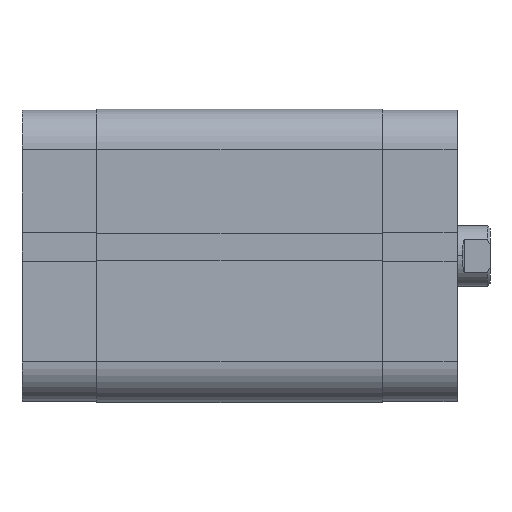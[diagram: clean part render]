
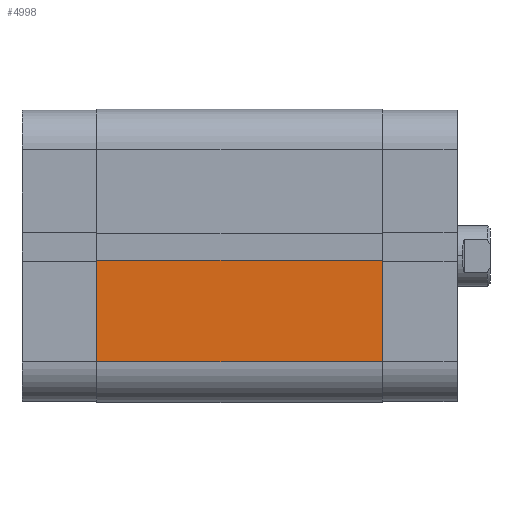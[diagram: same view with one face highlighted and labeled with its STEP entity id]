
A CAD part, top view. The second image highlights one B-rep face of the part: STEP entity #4998.
In plain terms, the highlighted face is planar.
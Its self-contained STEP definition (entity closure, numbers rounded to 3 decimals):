
#46 = EDGE_CURVE ( 'NONE', #5354, #5352, #4018, .T. ) ;
#283 = EDGE_CURVE ( 'NONE', #5355, #5354, #628, .T. ) ;
#503 = EDGE_LOOP ( 'NONE', ( #3088, #3087, #3086, #3085 ) ) ;
#567 = VECTOR ( 'NONE', #6064, 1000. ) ;
#588 = LINE ( 'NONE', #6053, #600 ) ;
#600 = VECTOR ( 'NONE', #6054, 1000. ) ;
#606 = LINE ( 'NONE', #6052, #567 ) ;
#611 = VECTOR ( 'NONE', #6022, 1000. ) ;
#628 = LINE ( 'NONE', #6021, #611 ) ;
#1314 = FACE_OUTER_BOUND ( 'NONE', #503, .T. ) ;
#2319 = CARTESIAN_POINT ( 'NONE',  ( 29., -63.941, 56.5 ) ) ;
#2320 = PLANE ( 'NONE',  #4756 ) ;
#2322 = DIRECTION ( 'NONE',  ( 1., 0., 0. ) ) ;
#2323 = DIRECTION ( 'NONE',  ( 0., 1., 0. ) ) ;
#2935 = EDGE_CURVE ( 'NONE', #5353, #5352, #588, .T. ) ;
#2939 = EDGE_CURVE ( 'NONE', #5355, #5353, #606, .T. ) ;
#3085 = ORIENTED_EDGE ( 'NONE', *, *, #2935, .T. ) ;
#3086 = ORIENTED_EDGE ( 'NONE', *, *, #2939, .T. ) ;
#3087 = ORIENTED_EDGE ( 'NONE', *, *, #283, .F. ) ;
#3088 = ORIENTED_EDGE ( 'NONE', *, *, #46, .F. ) ;
#4018 = LINE ( 'NONE', #5463, #4028 ) ;
#4028 = VECTOR ( 'NONE', #5469, 1000. ) ;
#4756 = AXIS2_PLACEMENT_3D ( 'NONE', #2319, #2322, #2323 ) ;
#4998 = ADVANCED_FACE ( 'NONE', ( #1314 ), #2320, .T. ) ;
#5352 = VERTEX_POINT ( 'NONE', #6385 ) ;
#5353 = VERTEX_POINT ( 'NONE', #6386 ) ;
#5354 = VERTEX_POINT ( 'NONE', #6387 ) ;
#5355 = VERTEX_POINT ( 'NONE', #6388 ) ;
#5463 = CARTESIAN_POINT ( 'NONE',  ( 29., -63.941, 0. ) ) ;
#5469 = DIRECTION ( 'NONE',  ( 0., -1., 0. ) ) ;
#6021 = CARTESIAN_POINT ( 'NONE',  ( 29., 21., 56.5 ) ) ;
#6022 = DIRECTION ( 'NONE',  ( 0., 0., -1. ) ) ;
#6052 = CARTESIAN_POINT ( 'NONE',  ( 29., -63.941, 56.5 ) ) ;
#6053 = CARTESIAN_POINT ( 'NONE',  ( 29., 0.85, 56.5 ) ) ;
#6054 = DIRECTION ( 'NONE',  ( 0., 0., -1. ) ) ;
#6064 = DIRECTION ( 'NONE',  ( 0., -1., 0. ) ) ;
#6385 = CARTESIAN_POINT ( 'NONE',  ( 29., 0.85, 0. ) ) ;
#6386 = CARTESIAN_POINT ( 'NONE',  ( 29., 0.85, 56.5 ) ) ;
#6387 = CARTESIAN_POINT ( 'NONE',  ( 29., 21., 0. ) ) ;
#6388 = CARTESIAN_POINT ( 'NONE',  ( 29., 21., 56.5 ) ) ;
